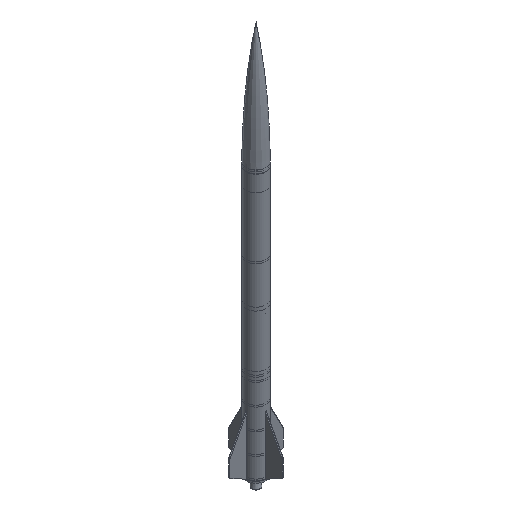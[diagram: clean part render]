
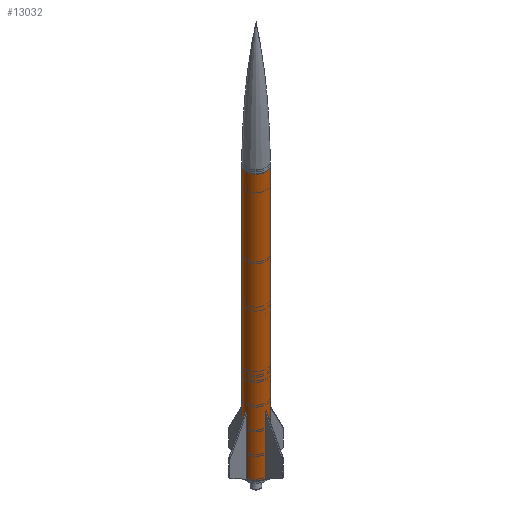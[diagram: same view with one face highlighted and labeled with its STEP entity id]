
A CAD part, isometric view. The second image highlights one B-rep face of the part: STEP entity #13032.
In plain terms, the highlighted cylindrical face has radius 31 mm (diameter 62 mm), a full revolution.
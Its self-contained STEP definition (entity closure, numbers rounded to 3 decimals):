
#1025=LINE('',#19489,#1864);
#1030=LINE('',#19506,#1869);
#1033=LINE('',#19514,#1872);
#1037=LINE('',#19533,#1876);
#1041=LINE('',#19545,#1880);
#1046=LINE('',#19558,#1885);
#1049=LINE('',#19566,#1888);
#1053=LINE('',#19581,#1892);
#1057=LINE('',#19596,#1896);
#1058=LINE('',#19598,#1897);
#1864=VECTOR('',#15738,10.);
#1869=VECTOR('',#15755,10.);
#1872=VECTOR('',#15760,10.);
#1876=VECTOR('',#15782,10.);
#1880=VECTOR('',#15794,10.);
#1885=VECTOR('',#15807,10.);
#1888=VECTOR('',#15812,10.);
#1892=VECTOR('',#15830,10.);
#1896=VECTOR('',#15850,31.);
#1897=VECTOR('',#15851,31.);
#2684=CYLINDRICAL_SURFACE('',#14193,31.);
#2948=FACE_BOUND('',#4388,.T.);
#2949=FACE_BOUND('',#4389,.T.);
#2950=FACE_BOUND('',#4390,.T.);
#3565=FACE_OUTER_BOUND('',#4387,.T.);
#4387=EDGE_LOOP('',(#9365,#9366,#9367,#9368,#9369,#9370,#9371,#9372,#9373,
#9374,#9375,#9376));
#4388=EDGE_LOOP('',(#9377,#9378,#9379,#9380));
#4389=EDGE_LOOP('',(#9381,#9382,#9383,#9384));
#4390=EDGE_LOOP('',(#9385,#9386,#9387,#9388));
#5268=CIRCLE('',#14157,31.);
#5269=CIRCLE('',#14158,31.);
#5272=CIRCLE('',#14164,31.);
#5273=CIRCLE('',#14165,31.);
#5276=CIRCLE('',#14169,31.);
#5278=CIRCLE('',#14173,31.);
#5280=CIRCLE('',#14177,31.);
#5282=CIRCLE('',#14182,31.);
#5284=CIRCLE('',#14185,31.);
#5286=CIRCLE('',#14189,31.);
#5289=CIRCLE('',#14194,31.);
#5290=CIRCLE('',#14195,31.);
#5814=VERTEX_POINT('',#19486);
#5815=VERTEX_POINT('',#19488);
#5818=VERTEX_POINT('',#19495);
#5819=VERTEX_POINT('',#19497);
#5821=VERTEX_POINT('',#19504);
#5824=VERTEX_POINT('',#19511);
#5825=VERTEX_POINT('',#19513);
#5827=VERTEX_POINT('',#19519);
#5829=VERTEX_POINT('',#19526);
#5831=VERTEX_POINT('',#19532);
#5834=VERTEX_POINT('',#19542);
#5835=VERTEX_POINT('',#19544);
#5837=VERTEX_POINT('',#19550);
#5839=VERTEX_POINT('',#19556);
#5842=VERTEX_POINT('',#19563);
#5843=VERTEX_POINT('',#19565);
#5845=VERTEX_POINT('',#19574);
#5847=VERTEX_POINT('',#19580);
#5850=VERTEX_POINT('',#19594);
#5851=VERTEX_POINT('',#19597);
#7163=EDGE_CURVE('',#5815,#5814,#1025,.T.);
#7167=EDGE_CURVE('',#5819,#5818,#5268,.T.);
#7168=EDGE_CURVE('',#5814,#5819,#5269,.T.);
#7172=EDGE_CURVE('',#5818,#5821,#1030,.T.);
#7175=EDGE_CURVE('',#5825,#5824,#1033,.T.);
#7178=EDGE_CURVE('',#5827,#5815,#5272,.T.);
#7179=EDGE_CURVE('',#5821,#5827,#5273,.T.);
#7182=EDGE_CURVE('',#5829,#5825,#5276,.T.);
#7185=EDGE_CURVE('',#5831,#5829,#1037,.T.);
#7188=EDGE_CURVE('',#5824,#5831,#5278,.T.);
#7191=EDGE_CURVE('',#5835,#5834,#1041,.T.);
#7195=EDGE_CURVE('',#5834,#5837,#5280,.T.);
#7198=EDGE_CURVE('',#5837,#5839,#1046,.T.);
#7201=EDGE_CURVE('',#5843,#5842,#1049,.T.);
#7204=EDGE_CURVE('',#5839,#5835,#5282,.T.);
#7206=EDGE_CURVE('',#5845,#5843,#5284,.T.);
#7209=EDGE_CURVE('',#5847,#5845,#1053,.T.);
#7212=EDGE_CURVE('',#5842,#5847,#5286,.T.);
#7217=EDGE_CURVE('',#5850,#5850,#5289,.T.);
#7218=EDGE_CURVE('',#5850,#5827,#1057,.T.);
#7219=EDGE_CURVE('',#5819,#5851,#1058,.T.);
#7220=EDGE_CURVE('',#5851,#5851,#5290,.T.);
#9365=ORIENTED_EDGE('',*,*,#7217,.F.);
#9366=ORIENTED_EDGE('',*,*,#7218,.T.);
#9367=ORIENTED_EDGE('',*,*,#7178,.T.);
#9368=ORIENTED_EDGE('',*,*,#7163,.T.);
#9369=ORIENTED_EDGE('',*,*,#7168,.T.);
#9370=ORIENTED_EDGE('',*,*,#7219,.T.);
#9371=ORIENTED_EDGE('',*,*,#7220,.T.);
#9372=ORIENTED_EDGE('',*,*,#7219,.F.);
#9373=ORIENTED_EDGE('',*,*,#7167,.T.);
#9374=ORIENTED_EDGE('',*,*,#7172,.T.);
#9375=ORIENTED_EDGE('',*,*,#7179,.T.);
#9376=ORIENTED_EDGE('',*,*,#7218,.F.);
#9377=ORIENTED_EDGE('',*,*,#7185,.T.);
#9378=ORIENTED_EDGE('',*,*,#7182,.T.);
#9379=ORIENTED_EDGE('',*,*,#7175,.T.);
#9380=ORIENTED_EDGE('',*,*,#7188,.T.);
#9381=ORIENTED_EDGE('',*,*,#7209,.T.);
#9382=ORIENTED_EDGE('',*,*,#7206,.T.);
#9383=ORIENTED_EDGE('',*,*,#7201,.T.);
#9384=ORIENTED_EDGE('',*,*,#7212,.T.);
#9385=ORIENTED_EDGE('',*,*,#7204,.T.);
#9386=ORIENTED_EDGE('',*,*,#7191,.T.);
#9387=ORIENTED_EDGE('',*,*,#7195,.T.);
#9388=ORIENTED_EDGE('',*,*,#7198,.T.);
#13032=ADVANCED_FACE('',(#3565,#2948,#2949,#2950),#2684,.T.);
#14157=AXIS2_PLACEMENT_3D('',#19498,#15745,#15746);
#14158=AXIS2_PLACEMENT_3D('',#19499,#15747,#15748);
#14164=AXIS2_PLACEMENT_3D('',#19520,#15766,#15767);
#14165=AXIS2_PLACEMENT_3D('',#19521,#15768,#15769);
#14169=AXIS2_PLACEMENT_3D('',#19527,#15776,#15777);
#14173=AXIS2_PLACEMENT_3D('',#19537,#15788,#15789);
#14177=AXIS2_PLACEMENT_3D('',#19552,#15801,#15802);
#14182=AXIS2_PLACEMENT_3D('',#19570,#15818,#15819);
#14185=AXIS2_PLACEMENT_3D('',#19575,#15824,#15825);
#14189=AXIS2_PLACEMENT_3D('',#19585,#15836,#15837);
#14193=AXIS2_PLACEMENT_3D('',#19593,#15846,#15847);
#14194=AXIS2_PLACEMENT_3D('',#19595,#15848,#15849);
#14195=AXIS2_PLACEMENT_3D('',#19599,#15852,#15853);
#15738=DIRECTION('',(0.,0.,-1.));
#15745=DIRECTION('center_axis',(0.,0.,-1.));
#15746=DIRECTION('ref_axis',(1.,0.,0.));
#15747=DIRECTION('center_axis',(0.,0.,-1.));
#15748=DIRECTION('ref_axis',(1.,0.,0.));
#15755=DIRECTION('',(0.,0.,1.));
#15760=DIRECTION('',(0.,0.,-1.));
#15766=DIRECTION('center_axis',(0.,0.,1.));
#15767=DIRECTION('ref_axis',(1.,0.,0.));
#15768=DIRECTION('center_axis',(0.,0.,1.));
#15769=DIRECTION('ref_axis',(1.,0.,0.));
#15776=DIRECTION('center_axis',(0.,0.,1.));
#15777=DIRECTION('ref_axis',(1.,0.,0.));
#15782=DIRECTION('',(0.,0.,1.));
#15788=DIRECTION('center_axis',(0.,0.,-1.));
#15789=DIRECTION('ref_axis',(1.,0.,0.));
#15794=DIRECTION('',(0.,0.,-1.));
#15801=DIRECTION('center_axis',(0.,0.,-1.));
#15802=DIRECTION('ref_axis',(1.,0.,0.));
#15807=DIRECTION('',(0.,0.,1.));
#15812=DIRECTION('',(0.,0.,-1.));
#15818=DIRECTION('center_axis',(0.,0.,1.));
#15819=DIRECTION('ref_axis',(1.,0.,0.));
#15824=DIRECTION('center_axis',(0.,0.,1.));
#15825=DIRECTION('ref_axis',(1.,0.,0.));
#15830=DIRECTION('',(0.,0.,1.));
#15836=DIRECTION('center_axis',(0.,0.,-1.));
#15837=DIRECTION('ref_axis',(1.,0.,0.));
#15846=DIRECTION('center_axis',(0.,0.,1.));
#15847=DIRECTION('ref_axis',(1.,0.,0.));
#15848=DIRECTION('center_axis',(0.,0.,1.));
#15849=DIRECTION('ref_axis',(1.,0.,0.));
#15850=DIRECTION('',(0.,0.,-1.));
#15851=DIRECTION('',(0.,0.,-1.));
#15852=DIRECTION('center_axis',(0.,0.,1.));
#15853=DIRECTION('ref_axis',(1.,0.,0.));
#19486=CARTESIAN_POINT('',(-30.935,-2.,40.));
#19488=CARTESIAN_POINT('',(-30.935,-2.,140.));
#19489=CARTESIAN_POINT('',(-30.935,-2.,0.));
#19495=CARTESIAN_POINT('',(-30.935,2.,40.));
#19497=CARTESIAN_POINT('',(-31.,0.,40.));
#19498=CARTESIAN_POINT('Origin',(0.,0.,40.));
#19499=CARTESIAN_POINT('Origin',(0.,0.,40.));
#19504=CARTESIAN_POINT('',(-30.935,2.,140.));
#19506=CARTESIAN_POINT('',(-30.935,2.,0.));
#19511=CARTESIAN_POINT('',(30.935,2.,40.));
#19513=CARTESIAN_POINT('',(30.935,2.,140.));
#19514=CARTESIAN_POINT('',(30.935,2.,0.));
#19519=CARTESIAN_POINT('',(-31.,0.,140.));
#19520=CARTESIAN_POINT('Origin',(0.,0.,140.));
#19521=CARTESIAN_POINT('Origin',(0.,0.,140.));
#19526=CARTESIAN_POINT('',(30.935,-2.,140.));
#19527=CARTESIAN_POINT('Origin',(0.,0.,140.));
#19532=CARTESIAN_POINT('',(30.935,-2.,40.));
#19533=CARTESIAN_POINT('',(30.935,-2.,0.));
#19537=CARTESIAN_POINT('Origin',(0.,0.,40.));
#19542=CARTESIAN_POINT('',(2.,-30.935,40.));
#19544=CARTESIAN_POINT('',(2.,-30.935,140.));
#19545=CARTESIAN_POINT('',(2.,-30.935,0.));
#19550=CARTESIAN_POINT('',(-2.,-30.935,40.));
#19552=CARTESIAN_POINT('Origin',(0.,0.,40.));
#19556=CARTESIAN_POINT('',(-2.,-30.935,140.));
#19558=CARTESIAN_POINT('',(-2.,-30.935,0.));
#19563=CARTESIAN_POINT('',(-2.,30.935,40.));
#19565=CARTESIAN_POINT('',(-2.,30.935,140.));
#19566=CARTESIAN_POINT('',(-2.,30.935,0.));
#19570=CARTESIAN_POINT('Origin',(0.,0.,140.));
#19574=CARTESIAN_POINT('',(2.,30.935,140.));
#19575=CARTESIAN_POINT('Origin',(0.,0.,140.));
#19580=CARTESIAN_POINT('',(2.,30.935,40.));
#19581=CARTESIAN_POINT('',(2.,30.935,0.));
#19585=CARTESIAN_POINT('Origin',(0.,0.,40.));
#19593=CARTESIAN_POINT('Origin',(0.,0.,0.));
#19594=CARTESIAN_POINT('',(-31.,0.,813.));
#19595=CARTESIAN_POINT('Origin',(0.,0.,813.));
#19596=CARTESIAN_POINT('',(-31.,0.,0.));
#19597=CARTESIAN_POINT('',(-31.,0.,0.));
#19598=CARTESIAN_POINT('',(-31.,0.,0.));
#19599=CARTESIAN_POINT('Origin',(0.,0.,0.));
